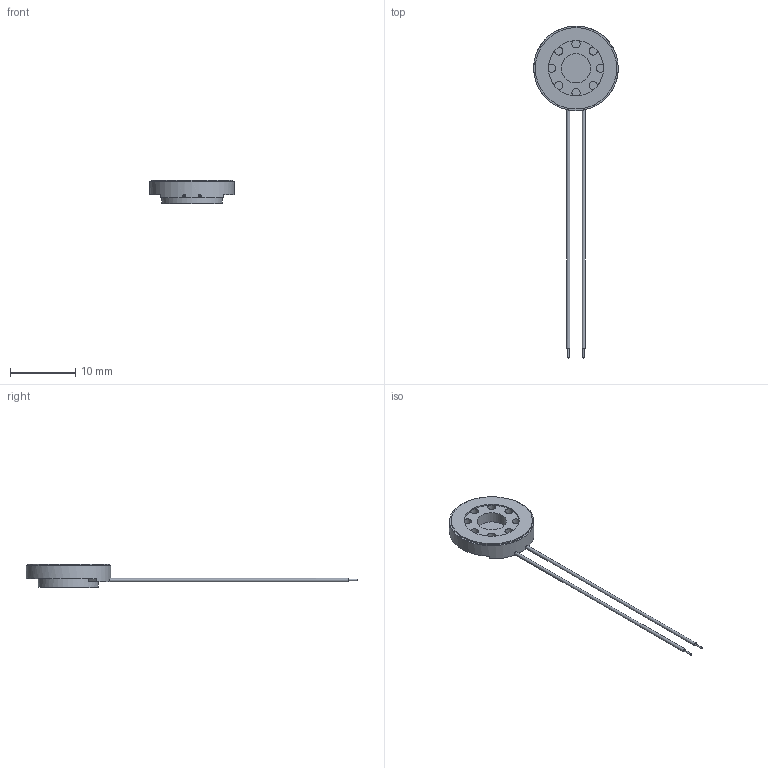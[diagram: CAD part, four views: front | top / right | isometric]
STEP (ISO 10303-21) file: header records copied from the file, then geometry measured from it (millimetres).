
FILE_DESCRIPTION(/* description */ ('Alibre Inc.'),/* implementation_level */ '2;1');
FILE_NAME(/* name */ 'export0',/* time_stamp */ '2018-04-17T20:21:01-05:00',/* author */ (''),/* organization */ (''),/* preprocessor_version */ 'ST-DEVELOPER v14',/* originating_system */ 'Alibre',/* authorisation */ '');
FILE_SCHEMA (('AUTOMOTIVE_DESIGN'));
Length unit declared in the file: centimetre
Bounding box: 13 x 51 x 3.6 mm (x, y, z)
Volume: 340.8 mm3; surface area: 769.8 mm2
Topology: 1 solids, 3 shells, 90 faces, 199 edges, 126 vertices
Faces by surface type: plane 55, cylinder 34, torus 1
Full cylindrical faces by diameter (mm): 0.237 x2, 0.5 x2, 1.25 x8, 4.5 x1, 8.25 x1, 8.5 x1, 9.25 x1, 11.75 x1, 12 x1, 12.5 x1, 13 x1
Entity records: 2173 total; most frequent: CARTESIAN_POINT 438, ORIENTED_EDGE 332, DIRECTION 321, EDGE_CURVE 166, AXIS2_PLACEMENT_3D 152, EDGE_LOOP 124, FACE_BOUND 124, VERTEX_POINT 114
